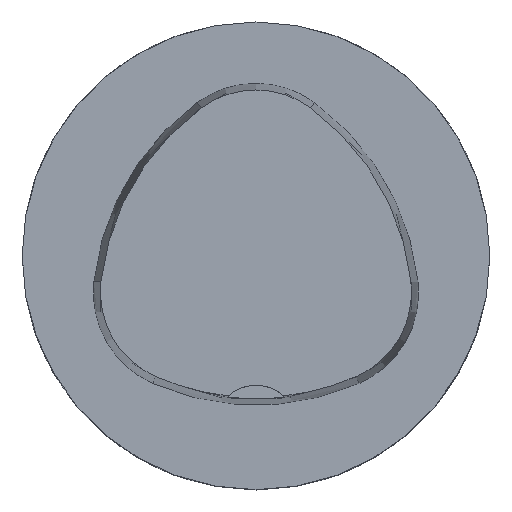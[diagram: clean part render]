
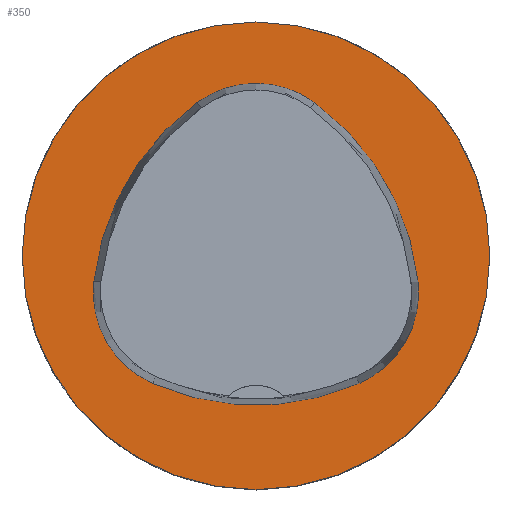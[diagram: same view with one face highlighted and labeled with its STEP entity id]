
A CAD part, top view. The second image highlights one B-rep face of the part: STEP entity #350.
In plain terms, the highlighted planar face has unit normal (0, 0, 1).
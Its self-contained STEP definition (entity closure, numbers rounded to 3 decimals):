
#350=ADVANCED_FACE('',(#421,#422),#392,.T.);
#392=PLANE('',#1269);
#421=FACE_BOUND('',#493,.T.);
#422=FACE_BOUND('',#494,.T.);
#493=EDGE_LOOP('',(#774,#775,#776,#777,#778,#779));
#494=EDGE_LOOP('',(#780));
#774=ORIENTED_EDGE('',*,*,#1072,.T.);
#775=ORIENTED_EDGE('',*,*,#1052,.T.);
#776=ORIENTED_EDGE('',*,*,#1056,.T.);
#777=ORIENTED_EDGE('',*,*,#1059,.T.);
#778=ORIENTED_EDGE('',*,*,#1062,.T.);
#779=ORIENTED_EDGE('',*,*,#1070,.T.);
#780=ORIENTED_EDGE('',*,*,#1043,.F.);
#904=VERTEX_POINT('',#1956);
#913=VERTEX_POINT('',#1975);
#914=VERTEX_POINT('',#1976);
#917=VERTEX_POINT('',#1984);
#919=VERTEX_POINT('',#1990);
#921=VERTEX_POINT('',#1996);
#928=VERTEX_POINT('',#2017);
#1043=EDGE_CURVE('',#904,#904,#1112,.T.);
#1052=EDGE_CURVE('',#913,#914,#1113,.T.);
#1056=EDGE_CURVE('',#914,#917,#1115,.T.);
#1059=EDGE_CURVE('',#917,#919,#1117,.T.);
#1062=EDGE_CURVE('',#919,#921,#1119,.T.);
#1070=EDGE_CURVE('',#921,#928,#1123,.T.);
#1072=EDGE_CURVE('',#928,#913,#1125,.T.);
#1112=CIRCLE('',#1241,40.);
#1113=CIRCLE('',#1247,44.);
#1115=CIRCLE('',#1250,17.);
#1117=CIRCLE('',#1253,44.);
#1119=CIRCLE('',#1256,17.);
#1123=CIRCLE('',#1261,44.);
#1125=CIRCLE('',#1264,17.);
#1241=AXIS2_PLACEMENT_3D('',#1955,#1488,#1489);
#1247=AXIS2_PLACEMENT_3D('',#1974,#1504,#1505);
#1250=AXIS2_PLACEMENT_3D('',#1983,#1512,#1513);
#1253=AXIS2_PLACEMENT_3D('',#1989,#1519,#1520);
#1256=AXIS2_PLACEMENT_3D('',#1995,#1526,#1527);
#1261=AXIS2_PLACEMENT_3D('',#2018,#1538,#1539);
#1264=AXIS2_PLACEMENT_3D('',#2021,#1544,#1545);
#1269=AXIS2_PLACEMENT_3D('',#2026,#1554,#1555);
#1488=DIRECTION('',(0.,0.,-1.));
#1489=DIRECTION('',(-1.,0.,0.));
#1504=DIRECTION('',(0.,0.,-1.));
#1505=DIRECTION('',(-1.,0.,0.));
#1512=DIRECTION('',(0.,0.,-1.));
#1513=DIRECTION('',(-1.,0.,0.));
#1519=DIRECTION('',(0.,0.,-1.));
#1520=DIRECTION('',(-1.,0.,0.));
#1526=DIRECTION('',(0.,0.,-1.));
#1527=DIRECTION('',(-1.,0.,0.));
#1538=DIRECTION('',(0.,0.,-1.));
#1539=DIRECTION('',(-1.,0.,0.));
#1544=DIRECTION('',(0.,0.,-1.));
#1545=DIRECTION('',(-1.,0.,0.));
#1554=DIRECTION('',(0.,0.,1.));
#1555=DIRECTION('',(-1.,0.,0.));
#1955=CARTESIAN_POINT('',(0.,0.,0.));
#1956=CARTESIAN_POINT('',(-40.,0.,0.));
#1974=CARTESIAN_POINT('',(16.01,-9.224,0.));
#1975=CARTESIAN_POINT('',(-27.722,-4.378,0.));
#1976=CARTESIAN_POINT('',(-10.119,26.178,0.));
#1983=CARTESIAN_POINT('',(-0.023,12.5,0.));
#1984=CARTESIAN_POINT('',(10.049,26.194,0.));
#1989=CARTESIAN_POINT('',(-16.021,-9.25,0.));
#1990=CARTESIAN_POINT('',(27.71,-4.394,0.));
#1995=CARTESIAN_POINT('',(10.814,-6.27,0.));
#1996=CARTESIAN_POINT('',(17.611,-21.852,0.));
#2017=CARTESIAN_POINT('',(-17.652,-21.819,0.));
#2018=CARTESIAN_POINT('',(0.017,18.477,0.));
#2021=CARTESIAN_POINT('',(-10.825,-6.25,0.));
#2026=CARTESIAN_POINT('',(0.,0.,0.));
